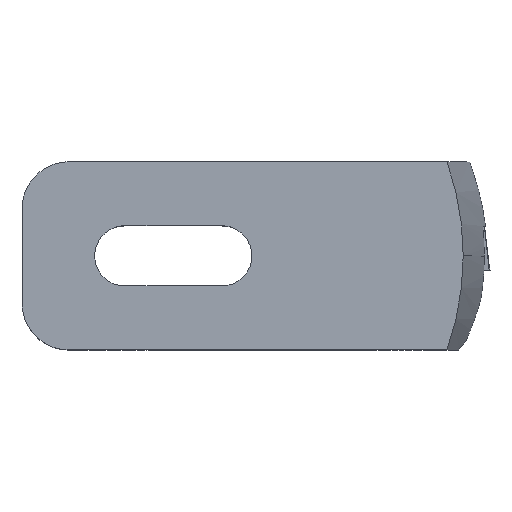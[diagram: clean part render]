
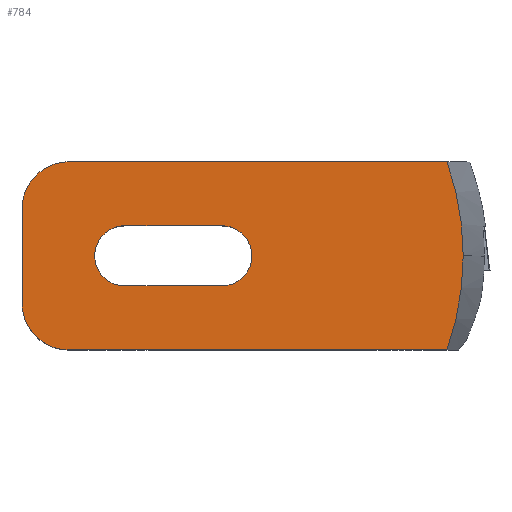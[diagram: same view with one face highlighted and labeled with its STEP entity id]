
A CAD part, top view. The second image highlights one B-rep face of the part: STEP entity #784.
In plain terms, the highlighted planar face has unit normal (0, 0, 1).
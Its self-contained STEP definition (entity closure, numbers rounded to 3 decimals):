
#636=VERTEX_POINT('NONE',#1808);
#660=VERTEX_POINT('NONE',#1834);
#704=EDGE_CURVE('NONE',#1752,#1004,#1881,.F.);
#766=EDGE_CURVE('NONE',#1680,#1362,#1949,.F.);
#784=ADVANCED_FACE('NONE',(#1969,#1970),#1971,.F.);
#878=EDGE_CURVE('NONE',#1504,#1004,#2071,.F.);
#898=VERTEX_POINT('NONE',#2093);
#914=EDGE_CURVE('NONE',#898,#1752,#2109,.F.);
#956=VERTEX_POINT('NONE',#2156);
#966=EDGE_CURVE('NONE',#1362,#636,#2167,.T.);
#994=VERTEX_POINT('NONE',#2196);
#1004=VERTEX_POINT('NONE',#2206);
#1110=EDGE_CURVE('NONE',#1138,#994,#2321,.T.);
#1124=EDGE_CURVE('NONE',#636,#898,#2335,.T.);
#1138=VERTEX_POINT('NONE',#2352);
#1162=EDGE_CURVE('NONE',#956,#1138,#2378,.F.);
#1184=EDGE_CURVE('NONE',#994,#660,#2403,.F.);
#1362=VERTEX_POINT('NONE',#2604);
#1426=EDGE_CURVE('NONE',#660,#956,#2676,.T.);
#1504=VERTEX_POINT('NONE',#2761);
#1680=VERTEX_POINT('NONE',#2957);
#1696=EDGE_CURVE('NONE',#1504,#1680,#2976,.F.);
#1752=VERTEX_POINT('NONE',#3036);
#1808=CARTESIAN_POINT('',(23.435,0.0,0.));
#1834=CARTESIAN_POINT('',(5.46,-1.6,0.));
#1881=CIRCLE('',#3220,2.5);
#1949=LINE('',#3316,#3317);
#1969=FACE_OUTER_BOUND('',#3344,.T.);
#1970=FACE_BOUND('',#3345,.T.);
#1971=PLANE('',#3346);
#2071=LINE('',#3511,#3512);
#2093=CARTESIAN_POINT('',(22.57,5.0,0.));
#2109=LINE('',#3574,#3575);
#2156=CARTESIAN_POINT('',(5.46,1.6,0.0));
#2167=ELLIPSE('',#3645,15.113,15.0);
#2196=CARTESIAN_POINT('',(10.61,-1.6,0.0));
#2206=CARTESIAN_POINT('',(0.,2.5,0.));
#2321=CIRCLE('',#3856,1.6);
#2335=ELLIPSE('',#3877,15.113,15.0);
#2352=CARTESIAN_POINT('',(10.61,1.6,0.0));
#2378=LINE('',#3930,#3931);
#2403=LINE('',#3962,#3963);
#2604=CARTESIAN_POINT('',(22.57,-5.0,0.));
#2676=CIRCLE('',#4352,1.6);
#2761=CARTESIAN_POINT('',(0.,-2.5,0.));
#2957=CARTESIAN_POINT('',(2.5,-5.0,0.));
#2976=CIRCLE('',#5308,2.5);
#3036=CARTESIAN_POINT('',(2.5,5.0,0.0));
#3220=AXIS2_PLACEMENT_3D('',#5523,#5524,#5525);
#3316=CARTESIAN_POINT('',(13.148,-5.0,0.));
#3317=VECTOR('',#5602,1.0);
#3344=EDGE_LOOP('',(#5630,#5631,#5632,#5633,#5634,#5635,#5636));
#3345=EDGE_LOOP('',(#5637,#5638,#5639,#5640));
#3346=AXIS2_PLACEMENT_3D('',#5641,#5642,#5643);
#3511=CARTESIAN_POINT('',(0.0,-5.1,0.0));
#3512=VECTOR('',#5747,1.0);
#3574=CARTESIAN_POINT('',(12.745,5.0,0.));
#3575=VECTOR('',#5773,1.0);
#3645=AXIS2_PLACEMENT_3D('',#5848,#5849,#5850);
#3856=AXIS2_PLACEMENT_3D('',#6009,#6010,#6011);
#3877=AXIS2_PLACEMENT_3D('',#6020,#6021,#6022);
#3930=CARTESIAN_POINT('',(5.305,1.6,0.));
#3931=VECTOR('',#6071,1.0);
#3962=CARTESIAN_POINT('',(5.305,-1.6,0.));
#3963=VECTOR('',#6104,1.0);
#4352=AXIS2_PLACEMENT_3D('',#6456,#6457,#6458);
#5308=AXIS2_PLACEMENT_3D('',#6808,#6809,#6810);
#5523=CARTESIAN_POINT('',(2.5,2.5,0.0));
#5524=DIRECTION('',(0.,0.,-1.0));
#5525=DIRECTION('',(0.,-1.0,0.));
#5602=DIRECTION('',(-1.0,0.0,0.));
#5630=ORIENTED_EDGE('',*,*,#914,.T.);
#5631=ORIENTED_EDGE('',*,*,#704,.T.);
#5632=ORIENTED_EDGE('',*,*,#878,.F.);
#5633=ORIENTED_EDGE('',*,*,#1696,.T.);
#5634=ORIENTED_EDGE('',*,*,#766,.T.);
#5635=ORIENTED_EDGE('',*,*,#966,.T.);
#5636=ORIENTED_EDGE('',*,*,#1124,.T.);
#5637=ORIENTED_EDGE('',*,*,#1426,.T.);
#5638=ORIENTED_EDGE('',*,*,#1162,.T.);
#5639=ORIENTED_EDGE('',*,*,#1110,.T.);
#5640=ORIENTED_EDGE('',*,*,#1184,.T.);
#5641=CARTESIAN_POINT('',(0.0,-5.1,0.0));
#5642=DIRECTION('',(0.,0.,-1.0));
#5643=DIRECTION('',(-1.0,0.,0.0));
#5747=DIRECTION('',(-0.0,-1.0,0.));
#5773=DIRECTION('',(1.0,0.0,0.));
#5848=CARTESIAN_POINT('',(8.322,0.0,0.0));
#5849=DIRECTION('',(0.,0.,1.0));
#5850=DIRECTION('',(1.0,0.,0.));
#6009=CARTESIAN_POINT('',(10.61,0.0,0.0));
#6010=DIRECTION('',(0.,0.,-1.0));
#6011=DIRECTION('',(0.,1.0,0.));
#6020=CARTESIAN_POINT('',(8.322,0.0,0.0));
#6021=DIRECTION('',(0.,0.,1.0));
#6022=DIRECTION('',(1.0,0.,0.));
#6071=DIRECTION('',(-1.0,0.0,0.));
#6104=DIRECTION('',(1.0,0.0,0.));
#6456=CARTESIAN_POINT('',(5.46,0.0,0.0));
#6457=DIRECTION('',(0.,0.,-1.0));
#6458=DIRECTION('',(0.,1.0,0.));
#6808=CARTESIAN_POINT('',(2.5,-2.5,0.0));
#6809=DIRECTION('',(0.,0.,-1.0));
#6810=DIRECTION('',(0.,1.0,0.));
